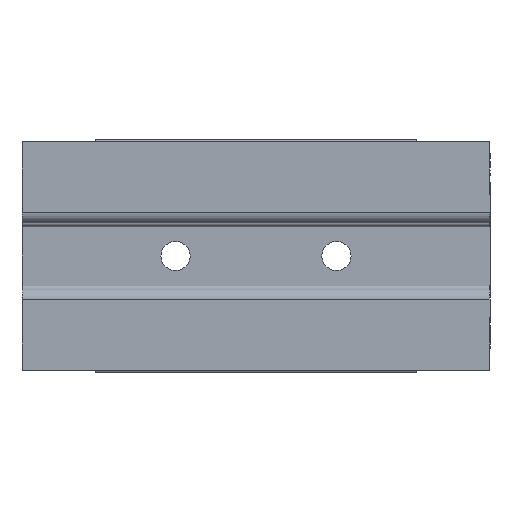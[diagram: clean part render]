
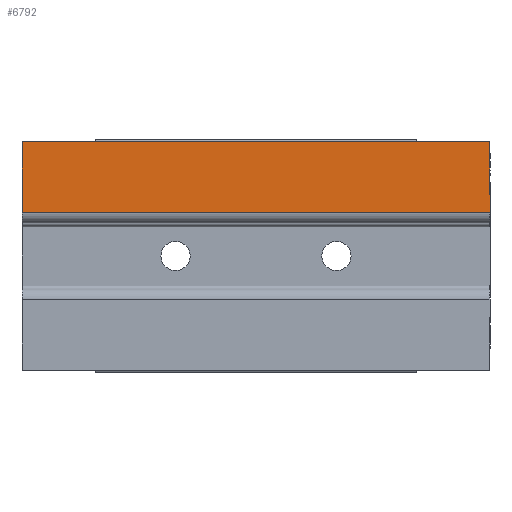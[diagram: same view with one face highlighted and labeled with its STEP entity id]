
A CAD part, front view. The second image highlights one B-rep face of the part: STEP entity #6792.
In plain terms, the highlighted planar face has unit normal (0, -1, 0).
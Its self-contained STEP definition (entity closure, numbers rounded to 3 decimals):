
#624 = VERTEX_POINT ( 'NONE', #17596 ) ;
#760 = VERTEX_POINT ( 'NONE', #19441 ) ;
#764 = EDGE_CURVE ( 'NONE', #624, #760, #19375, .T. ) ;
#3304 = CARTESIAN_POINT ( 'NONE',  ( -33., 1., 3.9 ) ) ;
#3306 = CARTESIAN_POINT ( 'NONE',  ( -17., 1., 3.9 ) ) ;
#3382 = DIRECTION ( 'NONE',  ( 1., 0., 0. ) ) ;
#3383 = VECTOR ( 'NONE', #3382, 1000. ) ;
#3384 = CARTESIAN_POINT ( 'NONE',  ( -30.5, 1., 3.9 ) ) ;
#3385 = LINE ( 'NONE', #3384, #3383 ) ;
#3792 = DIRECTION ( 'NONE',  ( 0., 0., 1. ) ) ;
#3793 = VECTOR ( 'NONE', #3792, 1000. ) ;
#3794 = CARTESIAN_POINT ( 'NONE',  ( -17., 1., -3.9 ) ) ;
#3795 = LINE ( 'NONE', #3794, #3793 ) ;
#4157 = LINE ( 'NONE', #4183, #4182 ) ;
#4181 = DIRECTION ( 'NONE',  ( 0., 0., 1. ) ) ;
#4182 = VECTOR ( 'NONE', #4181, 1000. ) ;
#4183 = CARTESIAN_POINT ( 'NONE',  ( -33., 1., -3.9 ) ) ;
#4551 = DIRECTION ( 'NONE',  ( 0., 0., -1. ) ) ;
#4552 = DIRECTION ( 'NONE',  ( 0., -1., 0. ) ) ;
#4553 = CARTESIAN_POINT ( 'NONE',  ( -30.5, 1., 3.9 ) ) ;
#4554 = AXIS2_PLACEMENT_3D ( 'NONE', #4553, #4552, #4551 ) ;
#4555 = PLANE ( 'NONE',  #4554 ) ;
#4556 = FACE_OUTER_BOUND ( 'NONE', #6793, .T. ) ;
#6162 = VERTEX_POINT ( 'NONE', #3306 ) ;
#6165 = VERTEX_POINT ( 'NONE', #3304 ) ;
#6180 = EDGE_CURVE ( 'NONE', #6165, #6162, #3385, .T. ) ;
#6420 = EDGE_CURVE ( 'NONE', #760, #6162, #3795, .T. ) ;
#6629 = EDGE_CURVE ( 'NONE', #624, #6165, #4157, .T. ) ;
#6792 = ADVANCED_FACE ( 'NONE', ( #4556 ), #4555, .T. ) ;
#6793 = EDGE_LOOP ( 'NONE', ( #6820, #6912, #6911, #6993 ) ) ;
#6820 = ORIENTED_EDGE ( 'NONE', *, *, #6180, .F. ) ;
#6911 = ORIENTED_EDGE ( 'NONE', *, *, #764, .T. ) ;
#6912 = ORIENTED_EDGE ( 'NONE', *, *, #6629, .F. ) ;
#6993 = ORIENTED_EDGE ( 'NONE', *, *, #6420, .T. ) ;
#17596 = CARTESIAN_POINT ( 'NONE',  ( -33., 1., 1.5 ) ) ;
#19375 = LINE ( 'NONE', #19502, #19501 ) ;
#19441 = CARTESIAN_POINT ( 'NONE',  ( -17., 1., 1.5 ) ) ;
#19500 = DIRECTION ( 'NONE',  ( 1., 0., 0. ) ) ;
#19501 = VECTOR ( 'NONE', #19500, 1000. ) ;
#19502 = CARTESIAN_POINT ( 'NONE',  ( -60., 1., 1.5 ) ) ;
